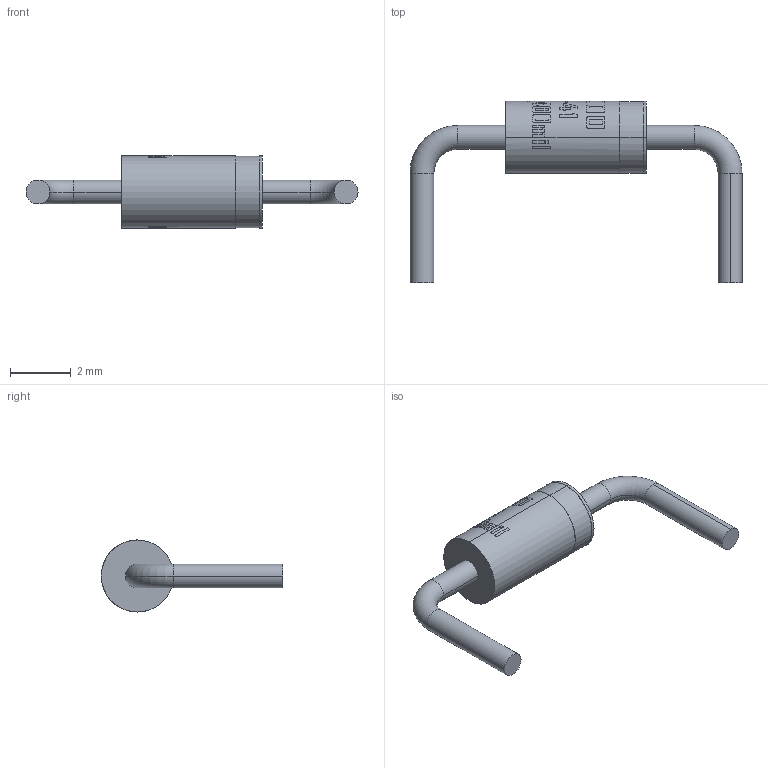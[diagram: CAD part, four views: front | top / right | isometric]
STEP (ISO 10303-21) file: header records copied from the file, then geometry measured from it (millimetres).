
FILE_DESCRIPTION (( 'STEP AP214' ), '1' );
FILE_NAME ('DO-41_Normal_400mil_rev1.0.STEP', '2023-03-16T22:45:13', ( '' ), ( '' ), 'SwSTEP 2.0', 'SolidWorks 2020', '' );
FILE_SCHEMA (( 'AUTOMOTIVE_DESIGN' ));
Length unit declared in the file: millimetre
Products named in the file (1): DO-41_Normal_400mil_rev1.0
Bounding box: 10.95 x 5.97 x 2.38 mm (x, y, z)
Volume: 27.3 mm3; surface area: 78.4 mm2
Topology: 1 solids, 1 shells, 60 faces, 325 edges, 305 vertices
Faces by surface type: cylinder 50, plane 6, torus 4
Entity records: 4500 total; most frequent: CARTESIAN_POINT 1076, ORIENTED_EDGE 650, DIRECTION 497, EDGE_CURVE 325, VERTEX_POINT 305, AXIS2_PLACEMENT_3D 189, CIRCLE 128, LINE 119
